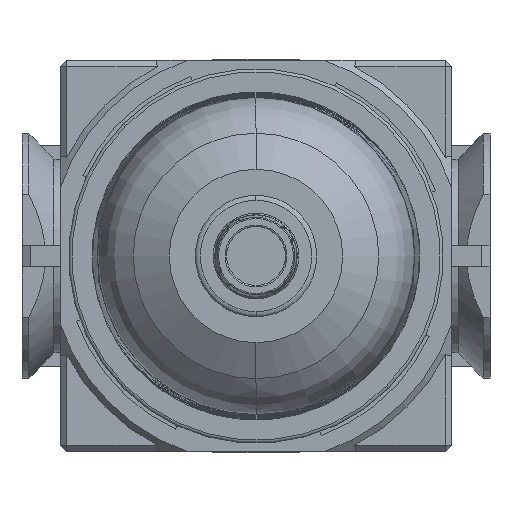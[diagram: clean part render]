
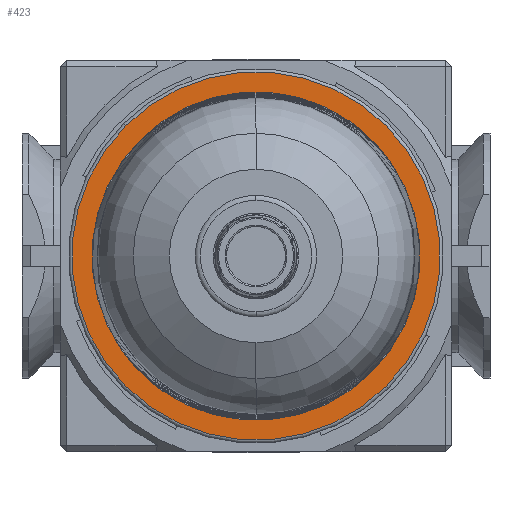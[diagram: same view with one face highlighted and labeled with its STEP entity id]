
A CAD part, front view. The second image highlights one B-rep face of the part: STEP entity #423.
In plain terms, the highlighted planar face has unit normal (0, -1, 0).
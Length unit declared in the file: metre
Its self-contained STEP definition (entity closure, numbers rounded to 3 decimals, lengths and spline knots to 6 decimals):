
#423=ADVANCED_FACE('55:591',(#2081,#2082),#2083,.T.);
#2081=FACE_OUTER_BOUND('',#5859,.T.);
#2082=FACE_BOUND('',#5860,.T.);
#2083=PLANE('',#5861);
#5859=EDGE_LOOP('',(#10667,#10668));
#5860=EDGE_LOOP('',(#10669,#10670));
#5861=AXIS2_PLACEMENT_3D('',#10671,#10672,#10673);
#10667=ORIENTED_EDGE('',*,*,#19652,.T.);
#10668=ORIENTED_EDGE('',*,*,#20279,.T.);
#10669=ORIENTED_EDGE('',*,*,#20277,.F.);
#10670=ORIENTED_EDGE('',*,*,#19672,.F.);
#10671=CARTESIAN_POINT('',(0.019021,-0.0512,0.019021));
#10672=DIRECTION('',(0.0,-1.0,0.0));
#10673=DIRECTION('',(0.707,0.0,-0.707));
#19652=EDGE_CURVE('55:3003',#23668,#23672,#23674,.T.);
#19672=EDGE_CURVE('55:3000',#23708,#23704,#23710,.T.);
#20277=EDGE_CURVE('55:3000',#23704,#23708,#24680,.T.);
#20279=EDGE_CURVE('55:3003',#23672,#23668,#24682,.T.);
#23668=VERTEX_POINT('',#30551);
#23672=VERTEX_POINT('',#30555);
#23674=CIRCLE('',#30557,0.02975);
#23704=VERTEX_POINT('',#30591);
#23708=VERTEX_POINT('',#30595);
#23710=CIRCLE('',#30597,0.0265);
#24680=CIRCLE('',#32328,0.0265);
#24682=CIRCLE('',#32330,0.02975);
#30551=CARTESIAN_POINT('',(0.021036,-0.0512,-0.021036));
#30555=CARTESIAN_POINT('',(-0.021036,-0.0512,0.021036));
#30557=AXIS2_PLACEMENT_3D('',#39359,#39360,#39361);
#30591=CARTESIAN_POINT('',(-0.018738,-0.0512,0.018738));
#30595=CARTESIAN_POINT('',(0.018738,-0.0512,-0.018738));
#30597=AXIS2_PLACEMENT_3D('',#39411,#39412,#39413);
#32328=AXIS2_PLACEMENT_3D('',#40638,#40639,#40640);
#32330=AXIS2_PLACEMENT_3D('',#40644,#40645,#40646);
#39359=CARTESIAN_POINT('',(0.,-0.0512,0.));
#39360=DIRECTION('',(0.0,-1.0,0.0));
#39361=DIRECTION('',(0.707,0.0,-0.707));
#39411=CARTESIAN_POINT('',(0.,-0.0512,0.));
#39412=DIRECTION('',(0.0,-1.0,0.0));
#39413=DIRECTION('',(0.707,0.0,-0.707));
#40638=CARTESIAN_POINT('',(0.,-0.0512,0.));
#40639=DIRECTION('',(0.0,-1.0,0.0));
#40640=DIRECTION('',(0.707,0.0,-0.707));
#40644=CARTESIAN_POINT('',(0.,-0.0512,0.));
#40645=DIRECTION('',(0.0,-1.0,0.0));
#40646=DIRECTION('',(0.707,0.0,-0.707));
